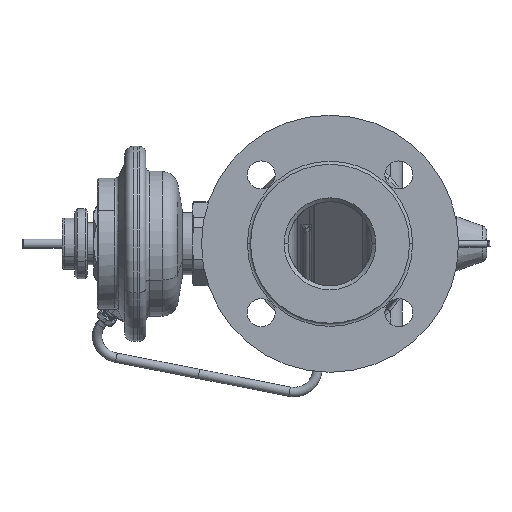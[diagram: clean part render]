
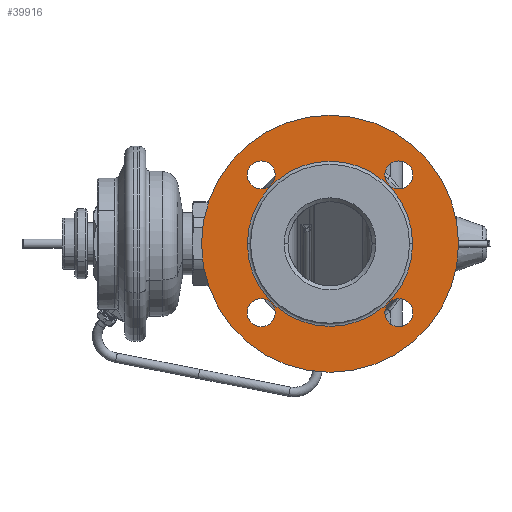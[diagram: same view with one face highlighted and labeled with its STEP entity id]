
A CAD part, left-side view. The second image highlights one B-rep face of the part: STEP entity #39916.
In plain terms, the highlighted planar face has unit normal (-1, 0, 0).
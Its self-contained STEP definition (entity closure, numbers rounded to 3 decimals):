
#33710=CARTESIAN_POINT('',(-115.,0.,0.));
#33711=DIRECTION('',(1.,0.,0.));
#33712=DIRECTION('',(0.,1.,0.));
#33713=AXIS2_PLACEMENT_3D('',#33710,#33711,#33712);
#33715=CARTESIAN_POINT('',(-115.,0.,0.));
#33716=DIRECTION('',(1.,0.,0.));
#33717=DIRECTION('',(0.,-1.,0.));
#33718=AXIS2_PLACEMENT_3D('',#33715,#33716,#33717);
#33720=CARTESIAN_POINT('',(-115.,0.,0.));
#33721=DIRECTION('',(-1.,0.,0.));
#33722=DIRECTION('',(0.,1.,0.));
#33723=AXIS2_PLACEMENT_3D('',#33720,#33721,#33722);
#33725=CARTESIAN_POINT('',(-115.,0.,0.));
#33726=DIRECTION('',(-1.,0.,0.));
#33727=DIRECTION('',(0.,-1.,0.));
#33728=AXIS2_PLACEMENT_3D('',#33725,#33726,#33727);
#33730=CARTESIAN_POINT('',(-115.,-44.194,44.194));
#33731=DIRECTION('',(-1.,0.,0.));
#33732=DIRECTION('',(0.,-1.,0.));
#33733=AXIS2_PLACEMENT_3D('',#33730,#33731,#33732);
#33735=CARTESIAN_POINT('',(-115.,-44.194,44.194));
#33736=DIRECTION('',(-1.,0.,0.));
#33737=DIRECTION('',(0.,1.,0.));
#33738=AXIS2_PLACEMENT_3D('',#33735,#33736,#33737);
#33740=CARTESIAN_POINT('',(-115.,44.194,44.194));
#33741=DIRECTION('',(-1.,0.,0.));
#33742=DIRECTION('',(0.,-1.,0.));
#33743=AXIS2_PLACEMENT_3D('',#33740,#33741,#33742);
#33745=CARTESIAN_POINT('',(-115.,44.194,44.194));
#33746=DIRECTION('',(-1.,0.,0.));
#33747=DIRECTION('',(0.,1.,0.));
#33748=AXIS2_PLACEMENT_3D('',#33745,#33746,#33747);
#33750=CARTESIAN_POINT('',(-115.,44.194,-44.194));
#33751=DIRECTION('',(-1.,0.,0.));
#33752=DIRECTION('',(0.,-1.,0.));
#33753=AXIS2_PLACEMENT_3D('',#33750,#33751,#33752);
#33755=CARTESIAN_POINT('',(-115.,44.194,-44.194));
#33756=DIRECTION('',(-1.,0.,0.));
#33757=DIRECTION('',(0.,1.,0.));
#33758=AXIS2_PLACEMENT_3D('',#33755,#33756,#33757);
#33760=CARTESIAN_POINT('',(-115.,-44.194,-44.194));
#33761=DIRECTION('',(-1.,0.,0.));
#33762=DIRECTION('',(0.,-1.,0.));
#33763=AXIS2_PLACEMENT_3D('',#33760,#33761,#33762);
#33765=CARTESIAN_POINT('',(-115.,-44.194,-44.194));
#33766=DIRECTION('',(-1.,0.,0.));
#33767=DIRECTION('',(0.,1.,0.));
#33768=AXIS2_PLACEMENT_3D('',#33765,#33766,#33767);
#37648=CARTESIAN_POINT('',(-115.,-53.,0.));
#37649=VERTEX_POINT('',#37648);
#37650=CARTESIAN_POINT('',(-115.,53.,0.));
#37651=VERTEX_POINT('',#37650);
#37652=CARTESIAN_POINT('',(-115.,82.5,0.));
#37653=CARTESIAN_POINT('',(-115.,-82.5,0.));
#37654=VERTEX_POINT('',#37652);
#37655=VERTEX_POINT('',#37653);
#37656=CARTESIAN_POINT('',(-115.,-53.194,44.194));
#37657=CARTESIAN_POINT('',(-115.,-35.194,44.194));
#37658=VERTEX_POINT('',#37656);
#37659=VERTEX_POINT('',#37657);
#37660=CARTESIAN_POINT('',(-115.,35.194,44.194));
#37661=CARTESIAN_POINT('',(-115.,53.194,44.194));
#37662=VERTEX_POINT('',#37660);
#37663=VERTEX_POINT('',#37661);
#37664=CARTESIAN_POINT('',(-115.,35.194,-44.194));
#37665=CARTESIAN_POINT('',(-115.,53.194,-44.194));
#37666=VERTEX_POINT('',#37664);
#37667=VERTEX_POINT('',#37665);
#37668=CARTESIAN_POINT('',(-115.,-53.194,-44.194));
#37669=CARTESIAN_POINT('',(-115.,-35.194,-44.194));
#37670=VERTEX_POINT('',#37668);
#37671=VERTEX_POINT('',#37669);
#39877=CARTESIAN_POINT('',(-115.,0.,0.));
#39878=DIRECTION('',(-1.,0.,0.));
#39879=DIRECTION('',(0.,1.,0.));
#39880=AXIS2_PLACEMENT_3D('',#39877,#39878,#39879);
#39881=PLANE('',#39880);
#39883=ORIENTED_EDGE('',*,*,#39882,.T.);
#39885=ORIENTED_EDGE('',*,*,#39884,.T.);
#39886=EDGE_LOOP('',(#39883,#39885));
#39887=FACE_OUTER_BOUND('',#39886,.F.);
#39888=ORIENTED_EDGE('',*,*,#39856,.T.);
#39889=ORIENTED_EDGE('',*,*,#39872,.T.);
#39890=EDGE_LOOP('',(#39888,#39889));
#39891=FACE_BOUND('',#39890,.F.);
#39893=ORIENTED_EDGE('',*,*,#39892,.T.);
#39895=ORIENTED_EDGE('',*,*,#39894,.T.);
#39896=EDGE_LOOP('',(#39893,#39895));
#39897=FACE_BOUND('',#39896,.F.);
#39899=ORIENTED_EDGE('',*,*,#39898,.T.);
#39901=ORIENTED_EDGE('',*,*,#39900,.T.);
#39902=EDGE_LOOP('',(#39899,#39901));
#39903=FACE_BOUND('',#39902,.F.);
#39905=ORIENTED_EDGE('',*,*,#39904,.T.);
#39907=ORIENTED_EDGE('',*,*,#39906,.T.);
#39908=EDGE_LOOP('',(#39905,#39907));
#39909=FACE_BOUND('',#39908,.F.);
#39911=ORIENTED_EDGE('',*,*,#39910,.T.);
#39913=ORIENTED_EDGE('',*,*,#39912,.T.);
#39914=EDGE_LOOP('',(#39911,#39913));
#39915=FACE_BOUND('',#39914,.F.);
#39916=ADVANCED_FACE('',(#39887,#39891,#39897,#39903,#39909,#39915),#39881,.T.);
#33714=CIRCLE('',#33713,82.5);
#33719=CIRCLE('',#33718,82.5);
#33724=CIRCLE('',#33723,53.);
#33729=CIRCLE('',#33728,53.);
#33734=CIRCLE('',#33733,9.);
#33739=CIRCLE('',#33738,9.);
#33744=CIRCLE('',#33743,9.);
#33749=CIRCLE('',#33748,9.);
#33754=CIRCLE('',#33753,9.);
#33759=CIRCLE('',#33758,9.);
#33764=CIRCLE('',#33763,9.);
#33769=CIRCLE('',#33768,9.);
#39856=EDGE_CURVE('',#37651,#37649,#33724,.T.);
#39872=EDGE_CURVE('',#37649,#37651,#33729,.T.);
#39882=EDGE_CURVE('',#37654,#37655,#33714,.T.);
#39884=EDGE_CURVE('',#37655,#37654,#33719,.T.);
#39892=EDGE_CURVE('',#37658,#37659,#33734,.T.);
#39894=EDGE_CURVE('',#37659,#37658,#33739,.T.);
#39898=EDGE_CURVE('',#37662,#37663,#33744,.T.);
#39900=EDGE_CURVE('',#37663,#37662,#33749,.T.);
#39904=EDGE_CURVE('',#37666,#37667,#33754,.T.);
#39906=EDGE_CURVE('',#37667,#37666,#33759,.T.);
#39910=EDGE_CURVE('',#37670,#37671,#33764,.T.);
#39912=EDGE_CURVE('',#37671,#37670,#33769,.T.);
